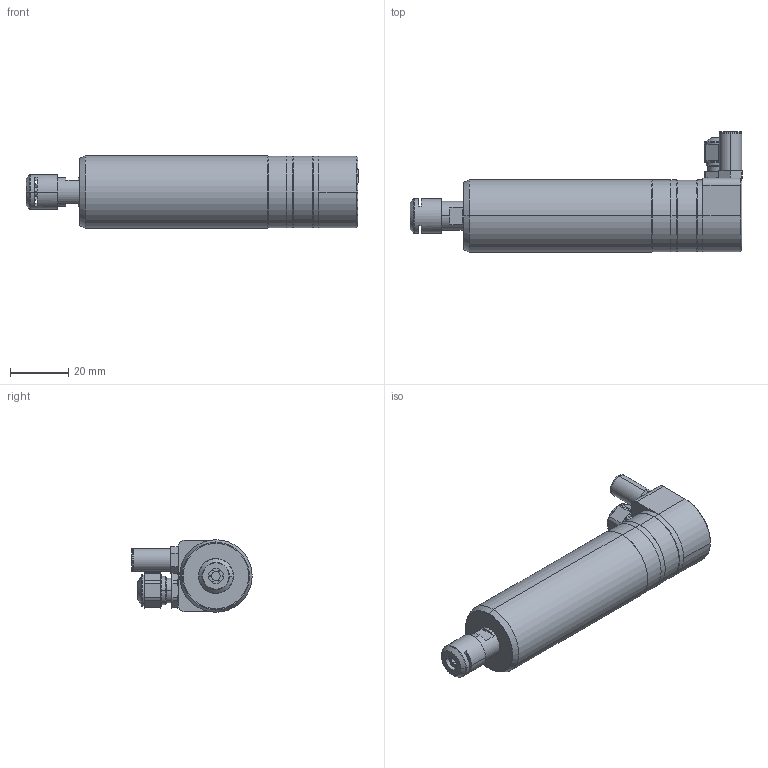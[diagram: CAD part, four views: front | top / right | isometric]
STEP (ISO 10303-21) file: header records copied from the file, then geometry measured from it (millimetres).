
FILE_DESCRIPTION (( 'STEP AP203' ), '1' );
FILE_NAME ('025S100S-04-.STEP', '2012-04-24T11:14:48', ( 'FM10CAD1' ), ( 'IBAG Switzerland AG' ), 'SwSTEP 2.0', 'SolidWorks 2010', '' );
FILE_SCHEMA (( 'CONFIG_CONTROL_DESIGN' ));
Length unit declared in the file: millimetre
Products named in the file (1): 025S100S-04-
Bounding box: 114.48 x 41.5 x 25 mm (x, y, z)
Surface area: 13351.7 mm2 (no closed solid volume)
Topology: 0 solids, 16 shells, 223 faces, 683 edges, 465 vertices
Faces by surface type: plane 105, cylinder 73, cone 31, torus 14
Entity records: 7805 total; most frequent: CARTESIAN_POINT 1500, DIRECTION 1415, ORIENTED_EDGE 1124, EDGE_CURVE 679, AXIS2_PLACEMENT_3D 542, VERTEX_POINT 465, VECTOR 331, LINE 331
